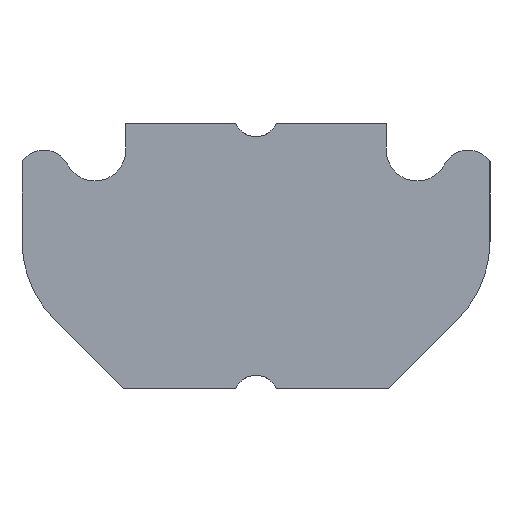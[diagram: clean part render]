
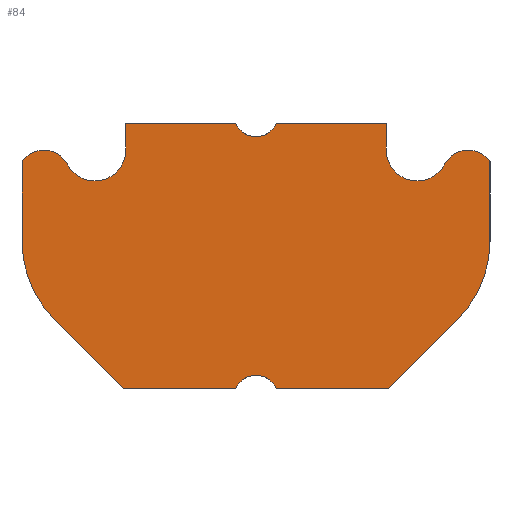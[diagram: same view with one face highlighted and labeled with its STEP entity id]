
A CAD part, left-side view. The second image highlights one B-rep face of the part: STEP entity #84.
In plain terms, the highlighted planar face has unit normal (-1, 0, 0).
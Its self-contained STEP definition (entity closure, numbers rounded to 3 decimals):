
#84 = ADVANCED_FACE( '', ( #149 ), #150, .T. );
#149 = FACE_OUTER_BOUND( '', #217, .T. );
#150 = PLANE( '', #218 );
#217 = EDGE_LOOP( '', ( #392, #393, #394, #395, #396, #397, #398, #399, #400, #401, #402, #403, #404, #405, #406, #407, #408, #409, #410 ) );
#218 = AXIS2_PLACEMENT_3D( '', #411, #412, #413 );
#392 = ORIENTED_EDGE( '', *, *, #636, .T. );
#393 = ORIENTED_EDGE( '', *, *, #615, .T. );
#394 = ORIENTED_EDGE( '', *, *, #648, .T. );
#395 = ORIENTED_EDGE( '', *, *, #638, .T. );
#396 = ORIENTED_EDGE( '', *, *, #600, .F. );
#397 = ORIENTED_EDGE( '', *, *, #645, .T. );
#398 = ORIENTED_EDGE( '', *, *, #647, .T. );
#399 = ORIENTED_EDGE( '', *, *, #617, .T. );
#400 = ORIENTED_EDGE( '', *, *, #625, .T. );
#401 = ORIENTED_EDGE( '', *, *, #623, .T. );
#402 = ORIENTED_EDGE( '', *, *, #649, .T. );
#403 = ORIENTED_EDGE( '', *, *, #630, .F. );
#404 = ORIENTED_EDGE( '', *, *, #650, .T. );
#405 = ORIENTED_EDGE( '', *, *, #632, .T. );
#406 = ORIENTED_EDGE( '', *, *, #651, .F. );
#407 = ORIENTED_EDGE( '', *, *, #608, .T. );
#408 = ORIENTED_EDGE( '', *, *, #652, .T. );
#409 = ORIENTED_EDGE( '', *, *, #653, .F. );
#410 = ORIENTED_EDGE( '', *, *, #654, .F. );
#411 = CARTESIAN_POINT( '', ( 0., -5.3, 3. ) );
#412 = DIRECTION( '', ( -1., 0., 0. ) );
#413 = DIRECTION( '', ( 0., -1., 0. ) );
#600 = EDGE_CURVE( '', #689, #687, #691, .T. );
#608 = EDGE_CURVE( '', #704, #702, #705, .T. );
#615 = EDGE_CURVE( '', #716, #714, #717, .T. );
#617 = EDGE_CURVE( '', #719, #720, #721, .T. );
#623 = EDGE_CURVE( '', #732, #730, #733, .T. );
#625 = EDGE_CURVE( '', #720, #732, #735, .T. );
#630 = EDGE_CURVE( '', #742, #738, #744, .T. );
#632 = EDGE_CURVE( '', #747, #745, #748, .T. );
#636 = EDGE_CURVE( '', #754, #716, #755, .T. );
#638 = EDGE_CURVE( '', #757, #687, #758, .T. );
#645 = EDGE_CURVE( '', #689, #766, #768, .T. );
#647 = EDGE_CURVE( '', #766, #719, #770, .T. );
#648 = EDGE_CURVE( '', #714, #757, #771, .T. );
#649 = EDGE_CURVE( '', #730, #738, #772, .T. );
#650 = EDGE_CURVE( '', #742, #747, #773, .T. );
#651 = EDGE_CURVE( '', #704, #745, #774, .T. );
#652 = EDGE_CURVE( '', #702, #775, #776, .T. );
#653 = EDGE_CURVE( '', #777, #775, #778, .T. );
#654 = EDGE_CURVE( '', #754, #777, #779, .T. );
#687 = VERTEX_POINT( '', #790 );
#689 = VERTEX_POINT( '', #793 );
#691 = CIRCLE( '', #796, 0.5 );
#702 = VERTEX_POINT( '', #812 );
#704 = VERTEX_POINT( '', #815 );
#705 = LINE( '', #816, #817 );
#714 = VERTEX_POINT( '', #829 );
#716 = VERTEX_POINT( '', #832 );
#717 = CIRCLE( '', #833, 2.5 );
#719 = VERTEX_POINT( '', #836 );
#720 = VERTEX_POINT( '', #837 );
#721 = CIRCLE( '', #838, 2.5 );
#730 = VERTEX_POINT( '', #850 );
#732 = VERTEX_POINT( '', #853 );
#733 = LINE( '', #854, #855 );
#735 = LINE( '', #858, #859 );
#738 = VERTEX_POINT( '', #863 );
#742 = VERTEX_POINT( '', #868 );
#744 = CIRCLE( '', #871, 0.7 );
#745 = VERTEX_POINT( '', #872 );
#747 = VERTEX_POINT( '', #875 );
#748 = LINE( '', #876, #877 );
#754 = VERTEX_POINT( '', #886 );
#755 = LINE( '', #887, #888 );
#757 = VERTEX_POINT( '', #891 );
#758 = LINE( '', #892, #893 );
#766 = VERTEX_POINT( '', #906 );
#768 = LINE( '', #909, #910 );
#770 = LINE( '', #913, #914 );
#771 = LINE( '', #915, #916 );
#772 = CIRCLE( '', #917, 0.6 );
#773 = LINE( '', #918, #919 );
#774 = CIRCLE( '', #920, 0.5 );
#775 = VERTEX_POINT( '', #921 );
#776 = LINE( '', #922, #923 );
#777 = VERTEX_POINT( '', #924 );
#778 = CIRCLE( '', #925, 0.7 );
#779 = CIRCLE( '', #926, 0.6 );
#790 = CARTESIAN_POINT( '', ( 0., 0.458, -3. ) );
#793 = CARTESIAN_POINT( '', ( 0., -0.458, -3. ) );
#796 = AXIS2_PLACEMENT_3D( '', #944, #945, #946 );
#812 = CARTESIAN_POINT( '', ( 0., 2.95, 3. ) );
#815 = CARTESIAN_POINT( '', ( 0., 0.458, 3. ) );
#816 = CARTESIAN_POINT( '', ( 0., -5.3, 3. ) );
#817 = VECTOR( '', #956, 1000. );
#829 = CARTESIAN_POINT( '', ( 0., 4.568, -1.432 ) );
#832 = CARTESIAN_POINT( '', ( 0., 5.3, 0.336 ) );
#833 = AXIS2_PLACEMENT_3D( '', #967, #968, #969 );
#836 = CARTESIAN_POINT( '', ( 0., -4.568, -1.432 ) );
#837 = CARTESIAN_POINT( '', ( 0., -5.3, 0.336 ) );
#838 = AXIS2_PLACEMENT_3D( '', #971, #972, #973 );
#850 = CARTESIAN_POINT( '', ( 0., -5.3, 2.132 ) );
#853 = CARTESIAN_POINT( '', ( 0., -5.3, 2.132 ) );
#854 = CARTESIAN_POINT( '', ( 0., -5.3, 2.132 ) );
#855 = VECTOR( '', #981, 1000. );
#858 = CARTESIAN_POINT( '', ( 0., -5.3, -3. ) );
#859 = VECTOR( '', #983, 1000. );
#863 = CARTESIAN_POINT( '', ( 0., -4.289, 2.115 ) );
#868 = CARTESIAN_POINT( '', ( 0., -2.95, 2.4 ) );
#871 = AXIS2_PLACEMENT_3D( '', #990, #991, #992 );
#872 = CARTESIAN_POINT( '', ( 0., -0.458, 3. ) );
#875 = CARTESIAN_POINT( '', ( 0., -2.95, 3. ) );
#876 = CARTESIAN_POINT( '', ( 0., -5.3, 3. ) );
#877 = VECTOR( '', #994, 1000. );
#886 = CARTESIAN_POINT( '', ( 0., 5.3, 2.132 ) );
#887 = CARTESIAN_POINT( '', ( 0., 5.3, 3. ) );
#888 = VECTOR( '', #998, 1000. );
#891 = CARTESIAN_POINT( '', ( 0., 3., -3. ) );
#892 = CARTESIAN_POINT( '', ( 0., 5.3, -3. ) );
#893 = VECTOR( '', #1000, 1000. );
#906 = CARTESIAN_POINT( '', ( 0., -3., -3. ) );
#909 = CARTESIAN_POINT( '', ( 0., 5.3, -3. ) );
#910 = VECTOR( '', #1007, 1000. );
#913 = CARTESIAN_POINT( '', ( 0., -3., -3. ) );
#914 = VECTOR( '', #1009, 1000. );
#915 = CARTESIAN_POINT( '', ( 0., 1.85, -4.15 ) );
#916 = VECTOR( '', #1010, 1000. );
#917 = AXIS2_PLACEMENT_3D( '', #1011, #1012, #1013 );
#918 = CARTESIAN_POINT( '', ( 0., -2.95, 4.001 ) );
#919 = VECTOR( '', #1014, 1000. );
#920 = AXIS2_PLACEMENT_3D( '', #1015, #1016, #1017 );
#921 = CARTESIAN_POINT( '', ( 0., 2.95, 2.4 ) );
#922 = CARTESIAN_POINT( '', ( 0., 2.95, 2.4 ) );
#923 = VECTOR( '', #1018, 1000. );
#924 = CARTESIAN_POINT( '', ( 0., 4.289, 2.115 ) );
#925 = AXIS2_PLACEMENT_3D( '', #1019, #1020, #1021 );
#926 = AXIS2_PLACEMENT_3D( '', #1022, #1023, #1024 );
#944 = CARTESIAN_POINT( '', ( 0., 0., -3.2 ) );
#945 = DIRECTION( '', ( -1., 0., 0. ) );
#946 = DIRECTION( '', ( 0., -1., 0. ) );
#956 = DIRECTION( '', ( 0., 1., 0. ) );
#967 = CARTESIAN_POINT( '', ( 0., 2.8, 0.336 ) );
#968 = DIRECTION( '', ( -1., 0., 0. ) );
#969 = DIRECTION( '', ( 0., -1., 0. ) );
#971 = CARTESIAN_POINT( '', ( 0., -2.8, 0.336 ) );
#972 = DIRECTION( '', ( -1., 0., 0. ) );
#973 = DIRECTION( '', ( 0., -1., 0. ) );
#981 = DIRECTION( '', ( 0., 0.569, -0.822 ) );
#983 = DIRECTION( '', ( 0., 0., 1. ) );
#990 = CARTESIAN_POINT( '', ( 0., -3.65, 2.4 ) );
#991 = DIRECTION( '', ( -1., 0., 0. ) );
#992 = DIRECTION( '', ( 0., -1., 0. ) );
#994 = DIRECTION( '', ( 0., 1., 0. ) );
#998 = DIRECTION( '', ( 0., 0., -1. ) );
#1000 = DIRECTION( '', ( 0., -1., 0. ) );
#1007 = DIRECTION( '', ( 0., -1., 0. ) );
#1009 = DIRECTION( '', ( 0., -0.707, 0.707 ) );
#1010 = DIRECTION( '', ( 0., -0.707, -0.707 ) );
#1011 = CARTESIAN_POINT( '', ( 0., -4.8, 1.8 ) );
#1012 = DIRECTION( '', ( -1., 0., 0. ) );
#1013 = DIRECTION( '', ( 0., -1., 0. ) );
#1014 = DIRECTION( '', ( 0., 0., 1. ) );
#1015 = CARTESIAN_POINT( '', ( 0., 0., 3.2 ) );
#1016 = DIRECTION( '', ( -1., 0., 0. ) );
#1017 = DIRECTION( '', ( 0., -1., 0. ) );
#1018 = DIRECTION( '', ( 0., 0., -1. ) );
#1019 = CARTESIAN_POINT( '', ( 0., 3.65, 2.4 ) );
#1020 = DIRECTION( '', ( -1., 0., 0. ) );
#1021 = DIRECTION( '', ( 0., -1., 0. ) );
#1022 = CARTESIAN_POINT( '', ( 0., 4.8, 1.8 ) );
#1023 = DIRECTION( '', ( 1., 0., 0. ) );
#1024 = DIRECTION( '', ( 0., -1., 0. ) );
